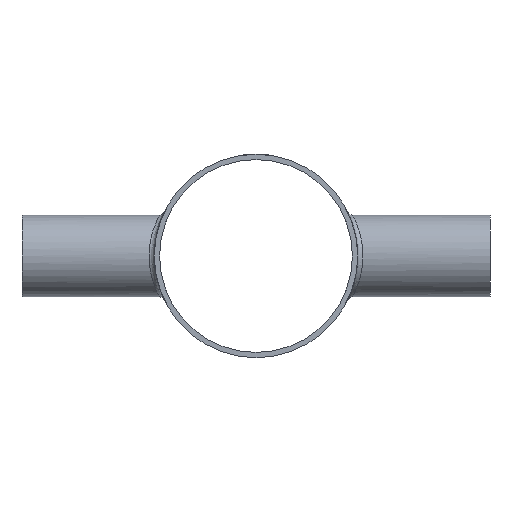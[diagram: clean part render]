
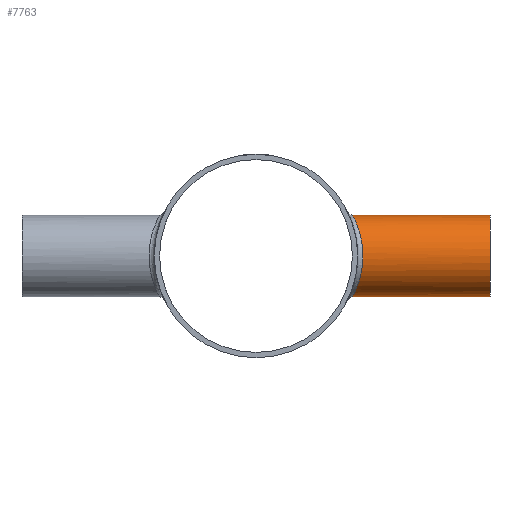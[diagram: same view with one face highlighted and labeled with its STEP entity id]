
A CAD part, left-side view. The second image highlights one B-rep face of the part: STEP entity #7763.
In plain terms, the highlighted cylindrical face has radius 12.7 mm (diameter 25.4 mm), a full revolution.
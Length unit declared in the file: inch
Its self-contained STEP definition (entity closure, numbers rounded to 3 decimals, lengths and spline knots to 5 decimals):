
#152=FACE_BOUND('',#1429,.T.);
#966=FACE_OUTER_BOUND('',#1428,.T.);
#1428=EDGE_LOOP('',(#7251));
#1429=EDGE_LOOP('',(#7252));
#1823=B_SPLINE_CURVE_WITH_KNOTS('',3,(#16926,#16927,#16928,#16929,#16930,
#16931,#16932,#16933,#16934,#16935,#16936,#16937,#16938,#16939,#16940,#16941,
#16942,#16943,#16944,#16945,#16946,#16947,#16948),.UNSPECIFIED.,.T.,.F.,
(4,1,1,1,1,1,1,1,1,1,1,1,1,1,1,1,1,1,1,1,4),(0.,0.27676,0.55352,
1.10705,1.66057,1.93733,2.21409,2.58311,
2.95213,3.32114,3.69016,4.05917,4.42819,
4.98171,5.53524,5.812,6.08876,6.64228,
7.19581,7.47257,7.74933),.UNSPECIFIED.);
#3048=CIRCLE('',#8220,0.5);
#3815=VERTEX_POINT('',#16924);
#3816=VERTEX_POINT('',#16951);
#4964=EDGE_CURVE('',#3815,#3815,#1823,.T.);
#4965=EDGE_CURVE('',#3816,#3816,#3048,.T.);
#7251=ORIENTED_EDGE('',*,*,#4965,.F.);
#7252=ORIENTED_EDGE('',*,*,#4964,.F.);
#7313=CYLINDRICAL_SURFACE('',#8219,0.5);
#7763=ADVANCED_FACE('',(#966,#152),#7313,.T.);
#8219=AXIS2_PLACEMENT_3D('',#16950,#9675,#9676);
#8220=AXIS2_PLACEMENT_3D('',#16952,#9677,#9678);
#9675=DIRECTION('center_axis',(0.,1.,0.));
#9676=DIRECTION('ref_axis',(1.,0.,0.));
#9677=DIRECTION('center_axis',(0.,-1.,0.));
#9678=DIRECTION('ref_axis',(1.,0.,0.));
#16924=CARTESIAN_POINT('',(0.,-1.18585,-0.5));
#16926=CARTESIAN_POINT('Ctrl Pts',(0.,-1.18585,
-0.5));
#16927=CARTESIAN_POINT('Ctrl Pts',(-0.03786,-1.18585,
-0.5));
#16928=CARTESIAN_POINT('Ctrl Pts',(-0.11359,-1.19057,
-0.49137));
#16929=CARTESIAN_POINT('Ctrl Pts',(-0.25579,-1.21612,
-0.44086));
#16930=CARTESIAN_POINT('Ctrl Pts',(-0.40306,-1.26685,
-0.32323));
#16931=CARTESIAN_POINT('Ctrl Pts',(-0.48703,-1.30628,
-0.15161));
#16932=CARTESIAN_POINT('Ctrl Pts',(-0.50433,-1.31457,
0.00005));
#16933=CARTESIAN_POINT('Ctrl Pts',(-0.4899,-1.30762,
0.12621));
#16934=CARTESIAN_POINT('Ctrl Pts',(-0.43851,-1.28361,
0.25535));
#16935=CARTESIAN_POINT('Ctrl Pts',(-0.34506,-1.24598,
0.37183));
#16936=CARTESIAN_POINT('Ctrl Pts',(-0.22183,-1.20878,
0.4564));
#16937=CARTESIAN_POINT('Ctrl Pts',(-0.07683,-1.18487,
0.50186));
#16938=CARTESIAN_POINT('Ctrl Pts',(0.07685,-1.1849,
0.50191));
#16939=CARTESIAN_POINT('Ctrl Pts',(0.24601,-1.21274,
0.44872));
#16940=CARTESIAN_POINT('Ctrl Pts',(0.40304,-1.26682,
0.3232));
#16941=CARTESIAN_POINT('Ctrl Pts',(0.48704,-1.30631,0.15159));
#16942=CARTESIAN_POINT('Ctrl Pts',(0.50432,-1.31454,
0.));
#16943=CARTESIAN_POINT('Ctrl Pts',(0.48703,-1.30631,
-0.1516));
#16944=CARTESIAN_POINT('Ctrl Pts',(0.40306,-1.26684,
-0.32326));
#16945=CARTESIAN_POINT('Ctrl Pts',(0.25578,-1.21612,-0.44085));
#16946=CARTESIAN_POINT('Ctrl Pts',(0.11359,-1.19057,
-0.49137));
#16947=CARTESIAN_POINT('Ctrl Pts',(0.03786,-1.18585,
-0.5));
#16948=CARTESIAN_POINT('Ctrl Pts',(0.,-1.18585,
-0.5));
#16950=CARTESIAN_POINT('Origin',(0.,-2.875,0.));
#16951=CARTESIAN_POINT('',(-0.5,-2.875,0.));
#16952=CARTESIAN_POINT('Origin',(0.,-2.875,0.));
